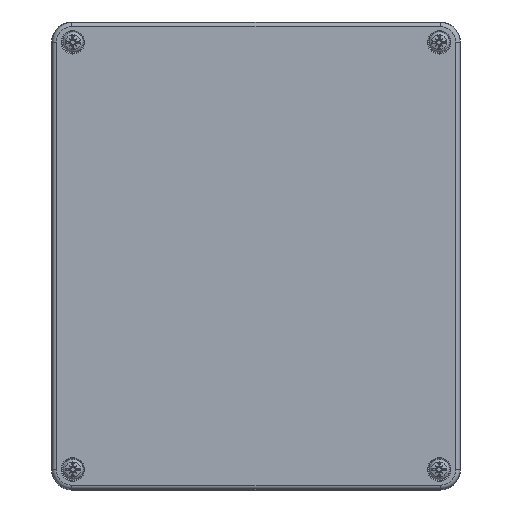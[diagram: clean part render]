
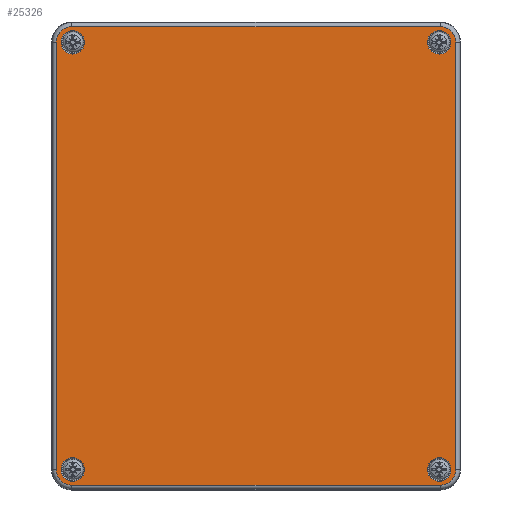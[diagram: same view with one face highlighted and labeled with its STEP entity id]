
A CAD part, top view. The second image highlights one B-rep face of the part: STEP entity #25326.
In plain terms, the highlighted face is planar.
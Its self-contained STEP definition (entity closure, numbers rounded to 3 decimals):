
#25203=CARTESIAN_POINT('',(84.2,105.,-20.0));
#25204=VERTEX_POINT('',#25203);
#25205=CARTESIAN_POINT('',(90.,105.,-20.0));
#25206=DIRECTION('',(0.0,0.0,-1.0));
#25207=DIRECTION('',(1.0,0.0,0.0));
#25208=AXIS2_PLACEMENT_3D('',#25205,#25206,#25207);
#25209=CIRCLE('',#25208,5.8);
#25210=EDGE_CURVE('',#25204,#25204,#25209,.T.);
#25215=CARTESIAN_POINT('',(0.,0.,-20.0));
#25216=DIRECTION('',(0.0,0.0,1.0));
#25217=DIRECTION('',(1.0,0.0,0.0));
#25218=AXIS2_PLACEMENT_3D('',#25215,#25216,#25217);
#25219=PLANE('',#25218);
#25220=CARTESIAN_POINT('',(90.5,-112.686,-20.0));
#25221=VERTEX_POINT('',#25220);
#25222=CARTESIAN_POINT('',(98.186,-105.,-20.0));
#25223=VERTEX_POINT('',#25222);
#25224=CARTESIAN_POINT('',(90.5,-105.,-20.0));
#25225=DIRECTION('',(0.0,0.0,1.0));
#25226=DIRECTION('',(0.707,-0.707,0.0));
#25227=AXIS2_PLACEMENT_3D('',#25224,#25225,#25226);
#25228=CIRCLE('',#25227,7.686);
#25229=EDGE_CURVE('',#25221,#25223,#25228,.T.);
#25230=ORIENTED_EDGE('',*,*,#25229,.F.);
#25231=CARTESIAN_POINT('',(-90.5,-112.686,-20.0));
#25232=VERTEX_POINT('',#25231);
#25233=CARTESIAN_POINT('',(-90.5,-112.686,-20.0));
#25234=DIRECTION('',(1.0,0.0,0.0));
#25235=VECTOR('',#25234,181.0);
#25236=LINE('',#25233,#25235);
#25237=EDGE_CURVE('',#25232,#25221,#25236,.T.);
#25238=ORIENTED_EDGE('',*,*,#25237,.F.);
#25239=CARTESIAN_POINT('',(-98.186,-105.,-20.0));
#25240=VERTEX_POINT('',#25239);
#25241=CARTESIAN_POINT('',(-90.5,-105.,-20.0));
#25242=DIRECTION('',(0.0,0.0,1.0));
#25243=DIRECTION('',(-0.707,-0.707,0.0));
#25244=AXIS2_PLACEMENT_3D('',#25241,#25242,#25243);
#25245=CIRCLE('',#25244,7.686);
#25246=EDGE_CURVE('',#25240,#25232,#25245,.T.);
#25247=ORIENTED_EDGE('',*,*,#25246,.F.);
#25248=CARTESIAN_POINT('',(-98.186,105.,-20.0));
#25249=VERTEX_POINT('',#25248);
#25250=CARTESIAN_POINT('',(-98.186,105.,-20.0));
#25251=DIRECTION('',(0.0,-1.0,0.0));
#25252=VECTOR('',#25251,210.);
#25253=LINE('',#25250,#25252);
#25254=EDGE_CURVE('',#25249,#25240,#25253,.T.);
#25255=ORIENTED_EDGE('',*,*,#25254,.F.);
#25256=CARTESIAN_POINT('',(-90.5,112.686,-20.0));
#25257=VERTEX_POINT('',#25256);
#25258=CARTESIAN_POINT('',(-90.5,105.,-20.0));
#25259=DIRECTION('',(0.0,0.0,1.0));
#25260=DIRECTION('',(-0.707,0.707,0.0));
#25261=AXIS2_PLACEMENT_3D('',#25258,#25259,#25260);
#25262=CIRCLE('',#25261,7.686);
#25263=EDGE_CURVE('',#25257,#25249,#25262,.T.);
#25264=ORIENTED_EDGE('',*,*,#25263,.F.);
#25265=CARTESIAN_POINT('',(90.5,112.686,-20.0));
#25266=VERTEX_POINT('',#25265);
#25267=CARTESIAN_POINT('',(90.5,112.686,-20.0));
#25268=DIRECTION('',(-1.0,0.0,0.0));
#25269=VECTOR('',#25268,181.0);
#25270=LINE('',#25267,#25269);
#25271=EDGE_CURVE('',#25266,#25257,#25270,.T.);
#25272=ORIENTED_EDGE('',*,*,#25271,.F.);
#25273=CARTESIAN_POINT('',(98.186,105.,-20.0));
#25274=VERTEX_POINT('',#25273);
#25275=CARTESIAN_POINT('',(90.5,105.,-20.0));
#25276=DIRECTION('',(0.0,0.0,1.0));
#25277=DIRECTION('',(0.707,0.707,0.0));
#25278=AXIS2_PLACEMENT_3D('',#25275,#25276,#25277);
#25279=CIRCLE('',#25278,7.686);
#25280=EDGE_CURVE('',#25274,#25266,#25279,.T.);
#25281=ORIENTED_EDGE('',*,*,#25280,.F.);
#25282=CARTESIAN_POINT('',(98.186,-105.,-20.0));
#25283=DIRECTION('',(0.0,1.0,0.0));
#25284=VECTOR('',#25283,210.);
#25285=LINE('',#25282,#25284);
#25286=EDGE_CURVE('',#25223,#25274,#25285,.T.);
#25287=ORIENTED_EDGE('',*,*,#25286,.F.);
#25288=EDGE_LOOP('',(#25230,#25238,#25247,#25255,#25264,#25272,#25281,#25287));
#25289=FACE_OUTER_BOUND('',#25288,.T.);
#25290=CARTESIAN_POINT('',(84.2,-105.,-20.0));
#25291=VERTEX_POINT('',#25290);
#25292=CARTESIAN_POINT('',(90.0,-105.,-20.0));
#25293=DIRECTION('',(0.0,0.0,-1.0));
#25294=DIRECTION('',(1.0,0.0,0.0));
#25295=AXIS2_PLACEMENT_3D('',#25292,#25293,#25294);
#25296=CIRCLE('',#25295,5.8);
#25297=EDGE_CURVE('',#25291,#25291,#25296,.T.);
#25298=ORIENTED_EDGE('',*,*,#25297,.F.);
#25299=EDGE_LOOP('',(#25298));
#25300=FACE_BOUND('',#25299,.T.);
#25301=CARTESIAN_POINT('',(-95.8,105.,-20.0));
#25302=VERTEX_POINT('',#25301);
#25303=CARTESIAN_POINT('',(-90.,105.,-20.0));
#25304=DIRECTION('',(0.0,0.0,-1.0));
#25305=DIRECTION('',(1.0,0.0,0.0));
#25306=AXIS2_PLACEMENT_3D('',#25303,#25304,#25305);
#25307=CIRCLE('',#25306,5.8);
#25308=EDGE_CURVE('',#25302,#25302,#25307,.T.);
#25309=ORIENTED_EDGE('',*,*,#25308,.F.);
#25310=EDGE_LOOP('',(#25309));
#25311=FACE_BOUND('',#25310,.T.);
#25312=CARTESIAN_POINT('',(-95.8,-105.,-20.0));
#25313=VERTEX_POINT('',#25312);
#25314=CARTESIAN_POINT('',(-90.0,-105.,-20.0));
#25315=DIRECTION('',(0.0,0.0,-1.0));
#25316=DIRECTION('',(1.0,0.0,0.0));
#25317=AXIS2_PLACEMENT_3D('',#25314,#25315,#25316);
#25318=CIRCLE('',#25317,5.8);
#25319=EDGE_CURVE('',#25313,#25313,#25318,.T.);
#25320=ORIENTED_EDGE('',*,*,#25319,.F.);
#25321=EDGE_LOOP('',(#25320));
#25322=FACE_BOUND('',#25321,.T.);
#25323=ORIENTED_EDGE('',*,*,#25210,.F.);
#25324=EDGE_LOOP('',(#25323));
#25325=FACE_BOUND('',#25324,.T.);
#25326=ADVANCED_FACE('',(#25289,#25300,#25311,#25322,#25325),#25219,.F.);
